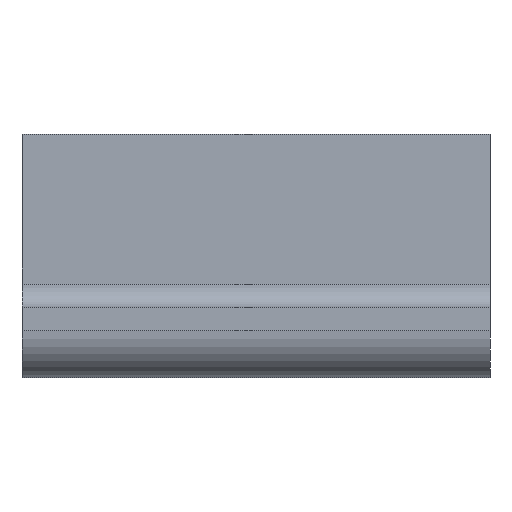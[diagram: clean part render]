
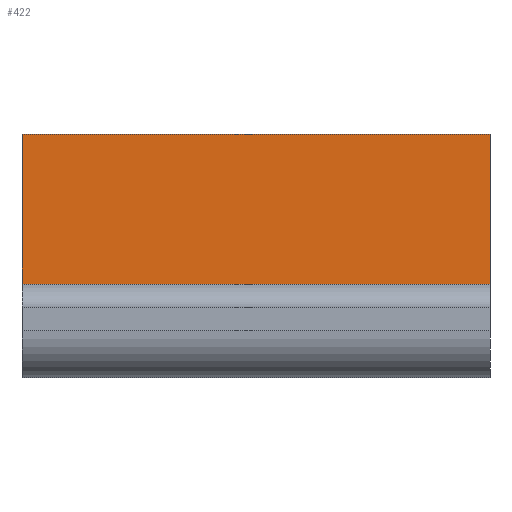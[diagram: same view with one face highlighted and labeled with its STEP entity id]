
A CAD part, front view. The second image highlights one B-rep face of the part: STEP entity #422.
In plain terms, the highlighted planar face has unit normal (0, -1, 0).
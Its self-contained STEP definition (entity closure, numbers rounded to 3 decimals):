
#26 = EDGE_CURVE ( 'NONE', #237, #467, #754, .T. ) ;
#52 = EDGE_LOOP ( 'NONE', ( #536, #653, #622, #719 ) ) ;
#64 = DIRECTION ( 'NONE',  ( 0., 1., 0. ) ) ;
#69 = EDGE_CURVE ( 'NONE', #518, #237, #82, .T. ) ;
#82 = LINE ( 'NONE', #87, #234 ) ;
#86 = CARTESIAN_POINT ( 'NONE',  ( 10., 10., 0. ) ) ;
#87 = CARTESIAN_POINT ( 'NONE',  ( 10., 10., 7.4 ) ) ;
#116 = VECTOR ( 'NONE', #730, 1000. ) ;
#186 = CARTESIAN_POINT ( 'NONE',  ( 10., 10., 1. ) ) ;
#194 = CARTESIAN_POINT ( 'NONE',  ( -10., 10., 0. ) ) ;
#234 = VECTOR ( 'NONE', #447, 1000. ) ;
#237 = VERTEX_POINT ( 'NONE', #431 ) ;
#246 = AXIS2_PLACEMENT_3D ( 'NONE', #488, #64, #438 ) ;
#298 = VECTOR ( 'NONE', #513, 1000. ) ;
#324 = LINE ( 'NONE', #186, #478 ) ;
#351 = VERTEX_POINT ( 'NONE', #503 ) ;
#365 = FACE_OUTER_BOUND ( 'NONE', #52, .T. ) ;
#368 = EDGE_CURVE ( 'NONE', #518, #351, #463, .T. ) ;
#422 = ADVANCED_FACE ( 'NONE', ( #365 ), #603, .F. ) ;
#431 = CARTESIAN_POINT ( 'NONE',  ( -10., 10., 7.4 ) ) ;
#438 = DIRECTION ( 'NONE',  ( 0., 0., 1. ) ) ;
#447 = DIRECTION ( 'NONE',  ( -1., 0., 0. ) ) ;
#463 = LINE ( 'NONE', #86, #298 ) ;
#467 = VERTEX_POINT ( 'NONE', #663 ) ;
#478 = VECTOR ( 'NONE', #598, 1000. ) ;
#488 = CARTESIAN_POINT ( 'NONE',  ( 10., 10., 0. ) ) ;
#503 = CARTESIAN_POINT ( 'NONE',  ( 10., 10., 1. ) ) ;
#513 = DIRECTION ( 'NONE',  ( 0., 0., -1. ) ) ;
#518 = VERTEX_POINT ( 'NONE', #659 ) ;
#536 = ORIENTED_EDGE ( 'NONE', *, *, #26, .T. ) ;
#598 = DIRECTION ( 'NONE',  ( 1., 0., 0. ) ) ;
#603 = PLANE ( 'NONE',  #246 ) ;
#622 = ORIENTED_EDGE ( 'NONE', *, *, #368, .F. ) ;
#653 = ORIENTED_EDGE ( 'NONE', *, *, #733, .T. ) ;
#659 = CARTESIAN_POINT ( 'NONE',  ( 10., 10., 7.4 ) ) ;
#663 = CARTESIAN_POINT ( 'NONE',  ( -10., 10., 1. ) ) ;
#719 = ORIENTED_EDGE ( 'NONE', *, *, #69, .T. ) ;
#730 = DIRECTION ( 'NONE',  ( 0., 0., -1. ) ) ;
#733 = EDGE_CURVE ( 'NONE', #467, #351, #324, .T. ) ;
#754 = LINE ( 'NONE', #194, #116 ) ;
